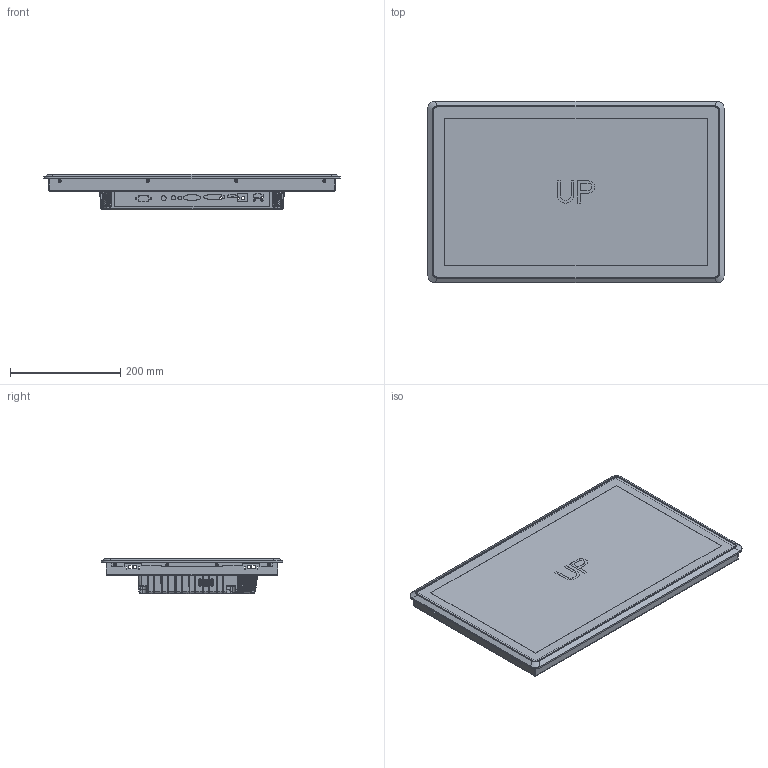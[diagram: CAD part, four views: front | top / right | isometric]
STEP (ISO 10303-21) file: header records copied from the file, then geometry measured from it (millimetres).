
FILE_DESCRIPTION((''),'2;1');
FILE_NAME('0_0_QD_215_INCH_MONITOR_ASM_4_ASM','2024-06-12T17:37:46',('Administrator'),(''),'CREO PARAMETRIC BY PTC INC, 2022164','CREO PARAMETRIC BY PTC INC, 2022164','');
FILE_SCHEMA(('AUTOMOTIVE_DESIGN { 1 0 10303 214 1 1 1 1 }'));
Products named in the file (16): 30_001_1000557_1; TP_36_003_1000031_1; FRONT_215_INCH_ASM_ASM_1_ASM; MIDDLE_215_INCH-NEW_1; MIDDLE_215_INCH-NEW_ASM_1_ASM; D-DB_1; UP-DB-MONITOR_1_1; UP-DB-MONITOR_1_2; UP-DB-MONITOR_1_ASM; UP-DB-MONITOR_ASM_1_ASM; BOTTOM_15_0-17_3-INCH-NEW_1; BOTTOM_15-17_3-INCH_ASM_1_ASM; BOTTOM_15-17_3-INCH-ASM_ASM_1_ASM; TUOBAN_MONITOR_ASM_ASM_1_ASM; QD_215_INCH_MIDDLE_ASM_ASM_1_ASM; 0_0_QD_215_INCH_MONITOR_ASM_4_ASM
Assembly tree (15 placements, depth 6):
  0_0_QD_215_INCH_MONITOR_ASM_4_ASM
    FRONT_215_INCH_ASM_ASM_1_ASM
      30_001_1000557_1
      TP_36_003_1000031_1
    QD_215_INCH_MIDDLE_ASM_ASM_1_ASM
      MIDDLE_215_INCH-NEW_ASM_1_ASM
        MIDDLE_215_INCH-NEW_1
      TUOBAN_MONITOR_ASM_ASM_1_ASM
        D-DB_1
        UP-DB-MONITOR_ASM_1_ASM
          UP-DB-MONITOR_1_ASM
            UP-DB-MONITOR_1_1
            UP-DB-MONITOR_1_2
        BOTTOM_15-17_3-INCH-ASM_ASM_1_ASM
          BOTTOM_15-17_3-INCH_ASM_1_ASM
            BOTTOM_15_0-17_3-INCH-NEW_1
Bounding box: 537.4 x 328.8 x 64.5 mm (x, y, z)
Volume: 1078948.5 mm3; surface area: 1032902.5 mm2
Topology: 7 solids, 9 shells, 3776 faces, 9398 edges, 5677 vertices
Faces by surface type: cylinder 1333, plane 1325, torus 490, bspline 392, cone 212, sphere 15, extrusion 9
Entity records: 176753 total; most frequent: CARTESIAN_POINT 62093, ORIENTED_EDGE 18730, DIRECTION 17946, EDGE_CURVE 9386, AXIS2_PLACEMENT_3D 6483, VERTEX_POINT 5677, VECTOR 4980, LINE 4971
